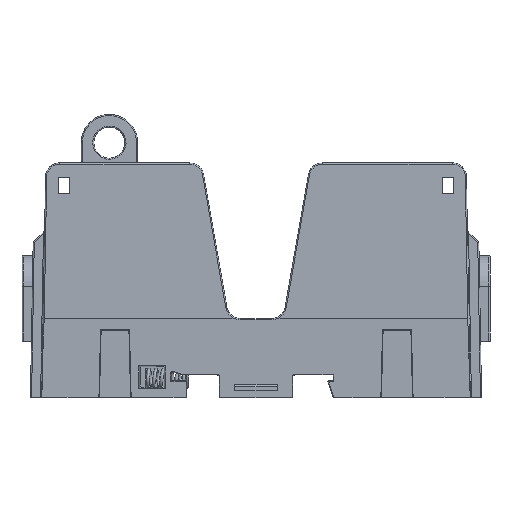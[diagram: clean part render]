
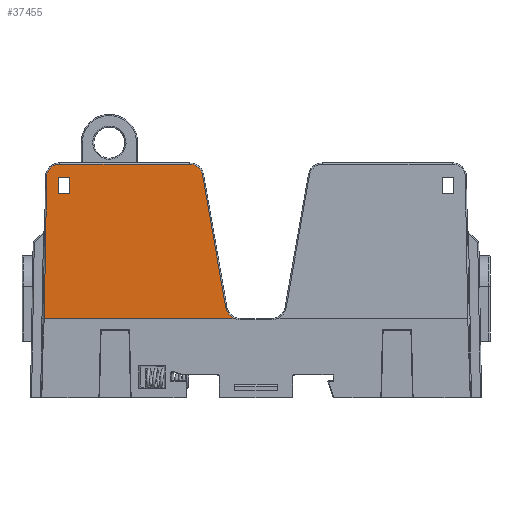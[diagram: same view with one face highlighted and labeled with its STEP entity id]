
A CAD part, front view. The second image highlights one B-rep face of the part: STEP entity #37455.
In plain terms, the highlighted planar face has unit normal (0, -1, 0.009).
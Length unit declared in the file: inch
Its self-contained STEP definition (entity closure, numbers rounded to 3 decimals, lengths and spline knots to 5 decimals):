
#121 = DIRECTION ( 'NONE',  ( 0., -0.009, -1. ) ) ;
#274 = CARTESIAN_POINT ( 'NONE',  ( -0.18598, -0.59, 0.70004 ) ) ;
#1687 = VERTEX_POINT ( 'NONE', #41153 ) ;
#1958 = VECTOR ( 'NONE', #56681, 39.37008 ) ;
#2619 = CARTESIAN_POINT ( 'NONE',  ( -0.18598, -0.59, 0.70004 ) ) ;
#3091 = CARTESIAN_POINT ( 'NONE',  ( -1.80729, -0.57804, 2.07009 ) ) ;
#3704 = ORIENTED_EDGE ( 'NONE', *, *, #50883, .T. ) ;
#4010 = VERTEX_POINT ( 'NONE', #55910 ) ;
#4241 = VECTOR ( 'NONE', #16619, 39.37008 ) ;
#4282 = EDGE_CURVE ( 'NONE', #29278, #1687, #39743, .T. ) ;
#5088 = CARTESIAN_POINT ( 'NONE',  ( -1.88778, -0.57905, 1.955 ) ) ;
#6398 = EDGE_CURVE ( 'NONE', #44772, #37821, #15290, .T. ) ;
#7064 = CARTESIAN_POINT ( 'NONE',  ( -1.65, -0.57905, 1.955 ) ) ;
#7185 = CARTESIAN_POINT ( 'NONE',  ( -1.74086, -0.57804, 2.07009 ) ) ;
#7449 = AXIS2_PLACEMENT_3D ( 'NONE', #32349, #40261, #121 ) ;
#8203 = CARTESIAN_POINT ( 'NONE',  ( -0.18609, -0.59, 0.7 ) ) ;
#8268 = CARTESIAN_POINT ( 'NONE',  ( -1.88778, -0.58036, 1.805 ) ) ;
#8483 = CARTESIAN_POINT ( 'NONE',  ( -0.186, -0.59, 0.70002 ) ) ;
#8697 = ORIENTED_EDGE ( 'NONE', *, *, #41980, .T. ) ;
#8791 = VERTEX_POINT ( 'NONE', #34082 ) ;
#9055 = CARTESIAN_POINT ( 'NONE',  ( -0.18598, -0.59, 0.70003 ) ) ;
#9478 = PLANE ( 'NONE',  #7449 ) ;
#9580 = CARTESIAN_POINT ( 'NONE',  ( -0.47497, -0.57887, 1.97506 ) ) ;
#10820 = CARTESIAN_POINT ( 'NONE',  ( -0.22997, -0.58984, 0.71793 ) ) ;
#11158 = EDGE_LOOP ( 'NONE', ( #14150, #15988, #13435, #27760 ) ) ;
#11215 = CARTESIAN_POINT ( 'NONE',  ( -1.87778, -0.59, 0.7 ) ) ;
#11441 = ORIENTED_EDGE ( 'NONE', *, *, #6398, .T. ) ;
#11968 = EDGE_CURVE ( 'NONE', #23049, #23146, #16485, .T. ) ;
#13329 = CARTESIAN_POINT ( 'NONE',  ( -0.18598, -0.59, 0.70004 ) ) ;
#13435 = ORIENTED_EDGE ( 'NONE', *, *, #27845, .T. ) ;
#13461 = CARTESIAN_POINT ( 'NONE',  ( -0.18602, -0.59, 0.70001 ) ) ;
#13681 = CARTESIAN_POINT ( 'NONE',  ( -1.74086, -0.57804, 2.07009 ) ) ;
#13754 = CARTESIAN_POINT ( 'NONE',  ( -0.1861, -0.59, 0.7 ) ) ;
#13888 = FACE_OUTER_BOUND ( 'NONE', #27830, .T. ) ;
#14150 = ORIENTED_EDGE ( 'NONE', *, *, #28986, .T. ) ;
#15290 =( BOUNDED_CURVE ( )  B_SPLINE_CURVE ( 3, ( #2619, #10820, #56264, #33997 ),
 .UNSPECIFIED., .F., .T. ) 
 B_SPLINE_CURVE_WITH_KNOTS ( ( 4, 4 ),
 ( 0.38634, 1.39626 ),
 .UNSPECIFIED. ) 
 CURVE ( )  GEOMETRIC_REPRESENTATION_ITEM ( )  RATIONAL_B_SPLINE_CURVE ( ( 1., 0.917, 0.917, 1. ) ) 
 REPRESENTATION_ITEM ( '' )  );
#15988 = ORIENTED_EDGE ( 'NONE', *, *, #40989, .T. ) ;
#16485 = LINE ( 'NONE', #29401, #24423 ) ;
#16619 = DIRECTION ( 'NONE',  ( 0., -0.009, -1. ) ) ;
#16662 = CARTESIAN_POINT ( 'NONE',  ( -0.4851, -0.57837, 2.03256 ) ) ;
#17296 = CARTESIAN_POINT ( 'NONE',  ( -0.18601, -0.59, 0.70001 ) ) ;
#19760 = LINE ( 'NONE', #47288, #44161 ) ;
#20884 = CARTESIAN_POINT ( 'NONE',  ( -0.1861, -0.59, 0.7 ) ) ;
#21065 = CARTESIAN_POINT ( 'NONE',  ( -0.47497, -0.57887, 1.97506 ) ) ;
#21604 = VERTEX_POINT ( 'NONE', #23587 ) ;
#22388 = FACE_BOUND ( 'NONE', #11158, .T. ) ;
#23049 = VERTEX_POINT ( 'NONE', #11215 ) ;
#23146 = VERTEX_POINT ( 'NONE', #20884 ) ;
#23587 = CARTESIAN_POINT ( 'NONE',  ( -1.75, -0.58036, 1.805 ) ) ;
#23690 = EDGE_CURVE ( 'NONE', #47515, #4010, #42075, .T. ) ;
#24095 = VERTEX_POINT ( 'NONE', #57225 ) ;
#24423 = VECTOR ( 'NONE', #34086, 39.37008 ) ;
#25260 = ORIENTED_EDGE ( 'NONE', *, *, #36959, .T. ) ;
#26004 = DIRECTION ( 'NONE',  ( -0.017, -0.009, -1. ) ) ;
#26870 =( BOUNDED_CURVE ( )  B_SPLINE_CURVE ( 3, ( #21065, #16662, #34552, #52429 ),
 .UNSPECIFIED., .F., .T. ) 
 B_SPLINE_CURVE_WITH_KNOTS ( ( 4, 4 ),
 ( 1.74533, 3.14159 ),
 .UNSPECIFIED. ) 
 CURVE ( )  GEOMETRIC_REPRESENTATION_ITEM ( )  RATIONAL_B_SPLINE_CURVE ( ( 1., 0.844, 0.844, 1. ) ) 
 REPRESENTATION_ITEM ( '' )  );
#27760 = ORIENTED_EDGE ( 'NONE', *, *, #4282, .T. ) ;
#27830 = EDGE_LOOP ( 'NONE', ( #42342, #52944, #11441, #56366, #8697, #3704, #54987, #25260 ) ) ;
#27845 = EDGE_CURVE ( 'NONE', #8791, #29278, #54023, .T. ) ;
#28677 = VECTOR ( 'NONE', #57866, 39.37008 ) ;
#28986 = EDGE_CURVE ( 'NONE', #1687, #21604, #53119, .T. ) ;
#29278 = VERTEX_POINT ( 'NONE', #7064 ) ;
#29392 = EDGE_CURVE ( 'NONE', #23146, #44772, #36560, .T. ) ;
#29401 = CARTESIAN_POINT ( 'NONE',  ( -1.9, -0.59, 0.7 ) ) ;
#30124 = CARTESIAN_POINT ( 'NONE',  ( -1.74086, -0.57804, 2.07009 ) ) ;
#32349 = CARTESIAN_POINT ( 'NONE',  ( -1.88778, -0.59, 0.7 ) ) ;
#33843 = DIRECTION ( 'NONE',  ( -0.174, 0.009, 0.985 ) ) ;
#33997 = CARTESIAN_POINT ( 'NONE',  ( -0.26806, -0.58911, 0.80164 ) ) ;
#34082 = CARTESIAN_POINT ( 'NONE',  ( -1.75, -0.57905, 1.955 ) ) ;
#34086 = DIRECTION ( 'NONE',  ( 1., 0., 0. ) ) ;
#34552 = CARTESIAN_POINT ( 'NONE',  ( -0.52983, -0.57804, 2.07009 ) ) ;
#34825 = CARTESIAN_POINT ( 'NONE',  ( -1.87778, -0.59, 0.69983 ) ) ;
#34905 = CARTESIAN_POINT ( 'NONE',  ( -0.18598, -0.59, 0.70003 ) ) ;
#36029 = CARTESIAN_POINT ( 'NONE',  ( -0.18603, -0.59, 0.70001 ) ) ;
#36560 = B_SPLINE_CURVE_WITH_KNOTS ( 'NONE', 3,
 ( #13754, #8203, #48634, #48925, #58031, #36029, #13461, #17296, #49204, #8483, #57456, #44524, #39573, #9055, #34905, #274 ),
 .UNSPECIFIED., .F., .F.,
 ( 4, 3, 3, 3, 3, 4 ),
 ( 0., 0., 0., 0., 0., 0. ),
 .UNSPECIFIED. ) ;
#36959 = EDGE_CURVE ( 'NONE', #4010, #23049, #57098, .T. ) ;
#37455 = ADVANCED_FACE ( 'NONE', ( #22388, #13888 ), #9478, .T. ) ;
#37821 = VERTEX_POINT ( 'NONE', #40552 ) ;
#39573 = CARTESIAN_POINT ( 'NONE',  ( -0.18598, -0.59, 0.70003 ) ) ;
#39633 = DIRECTION ( 'NONE',  ( -1., 0., 0. ) ) ;
#39743 = LINE ( 'NONE', #56790, #4241 ) ;
#39889 = EDGE_CURVE ( 'NONE', #37821, #42168, #19760, .T. ) ;
#40261 = DIRECTION ( 'NONE',  ( 0., -1., 0.009 ) ) ;
#40552 = CARTESIAN_POINT ( 'NONE',  ( -0.26806, -0.58911, 0.80164 ) ) ;
#40989 = EDGE_CURVE ( 'NONE', #21604, #8791, #51989, .T. ) ;
#41153 = CARTESIAN_POINT ( 'NONE',  ( -1.65, -0.58036, 1.805 ) ) ;
#41980 = EDGE_CURVE ( 'NONE', #42168, #24095, #26870, .T. ) ;
#42075 =( BOUNDED_CURVE ( )  B_SPLINE_CURVE ( 3, ( #7185, #3091, #42645, #55849 ),
 .UNSPECIFIED., .F., .T. ) 
 B_SPLINE_CURVE_WITH_KNOTS ( ( 4, 4 ),
 ( 3.14159, 4.69494 ),
 .UNSPECIFIED. ) 
 CURVE ( )  GEOMETRIC_REPRESENTATION_ITEM ( )  RATIONAL_B_SPLINE_CURVE ( ( 1., 0.809, 0.809, 1. ) ) 
 REPRESENTATION_ITEM ( '' )  );
#42168 = VERTEX_POINT ( 'NONE', #9580 ) ;
#42342 = ORIENTED_EDGE ( 'NONE', *, *, #11968, .T. ) ;
#42645 = CARTESIAN_POINT ( 'NONE',  ( -1.85468, -0.57845, 2.02352 ) ) ;
#42716 = LINE ( 'NONE', #30124, #50190 ) ;
#42934 = VECTOR ( 'NONE', #39633, 39.37008 ) ;
#44161 = VECTOR ( 'NONE', #33843, 39.37008 ) ;
#44524 = CARTESIAN_POINT ( 'NONE',  ( -0.18599, -0.59, 0.70003 ) ) ;
#44772 = VERTEX_POINT ( 'NONE', #13329 ) ;
#47288 = CARTESIAN_POINT ( 'NONE',  ( -0.29952, -0.58756, 0.98003 ) ) ;
#47515 = VERTEX_POINT ( 'NONE', #13681 ) ;
#47647 = VECTOR ( 'NONE', #26004, 39.37008 ) ;
#48634 = CARTESIAN_POINT ( 'NONE',  ( -0.18607, -0.59, 0.7 ) ) ;
#48925 = CARTESIAN_POINT ( 'NONE',  ( -0.18606, -0.59, 0.7 ) ) ;
#49204 = CARTESIAN_POINT ( 'NONE',  ( -0.186, -0.59, 0.70001 ) ) ;
#50190 = VECTOR ( 'NONE', #52681, 39.37008 ) ;
#50883 = EDGE_CURVE ( 'NONE', #24095, #47515, #42716, .T. ) ;
#51703 = CARTESIAN_POINT ( 'NONE',  ( -1.75, -0.59, 0.7 ) ) ;
#51989 = LINE ( 'NONE', #51703, #1958 ) ;
#52429 = CARTESIAN_POINT ( 'NONE',  ( -0.58822, -0.57804, 2.07009 ) ) ;
#52681 = DIRECTION ( 'NONE',  ( -1., 0., 0. ) ) ;
#52944 = ORIENTED_EDGE ( 'NONE', *, *, #29392, .T. ) ;
#53119 = LINE ( 'NONE', #8268, #42934 ) ;
#54023 = LINE ( 'NONE', #5088, #28677 ) ;
#54987 = ORIENTED_EDGE ( 'NONE', *, *, #23690, .T. ) ;
#55849 = CARTESIAN_POINT ( 'NONE',  ( -1.85584, -0.57903, 1.95709 ) ) ;
#55910 = CARTESIAN_POINT ( 'NONE',  ( -1.85584, -0.57903, 1.95709 ) ) ;
#56264 = CARTESIAN_POINT ( 'NONE',  ( -0.25981, -0.58952, 0.75488 ) ) ;
#56366 = ORIENTED_EDGE ( 'NONE', *, *, #39889, .T. ) ;
#56681 = DIRECTION ( 'NONE',  ( 0., 0.009, 1. ) ) ;
#56790 = CARTESIAN_POINT ( 'NONE',  ( -1.65, -0.59, 0.7 ) ) ;
#57098 = LINE ( 'NONE', #34825, #47647 ) ;
#57225 = CARTESIAN_POINT ( 'NONE',  ( -0.58822, -0.57804, 2.07009 ) ) ;
#57456 = CARTESIAN_POINT ( 'NONE',  ( -0.18599, -0.59, 0.70002 ) ) ;
#57866 = DIRECTION ( 'NONE',  ( 1., 0., 0. ) ) ;
#58031 = CARTESIAN_POINT ( 'NONE',  ( -0.18604, -0.59, 0.7 ) ) ;
